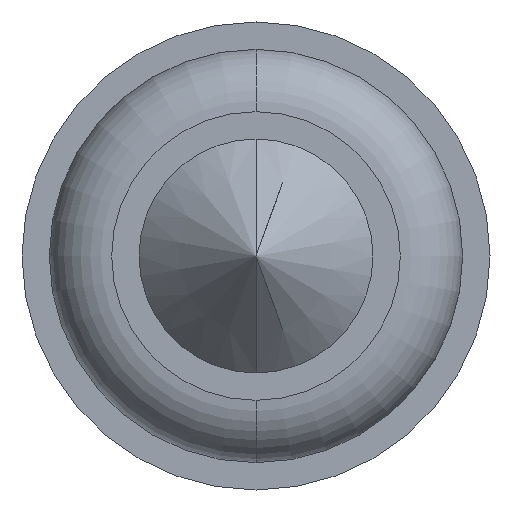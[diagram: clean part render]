
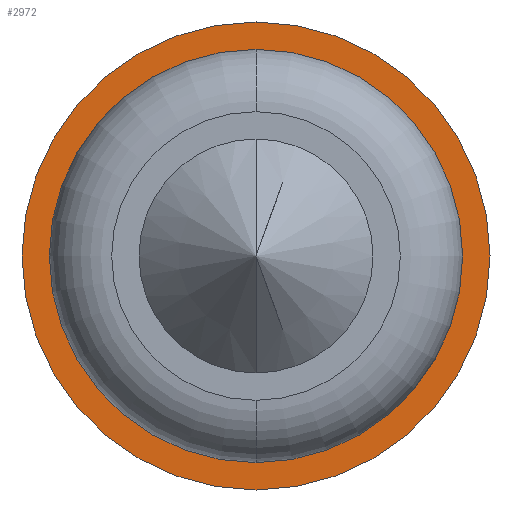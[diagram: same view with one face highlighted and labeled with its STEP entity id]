
A CAD part, front view. The second image highlights one B-rep face of the part: STEP entity #2972.
In plain terms, the highlighted planar face has unit normal (0, -1, 0).
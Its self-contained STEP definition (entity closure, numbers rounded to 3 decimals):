
#224 = EDGE_CURVE ( 'Defeature ausgef�hrt1_3+Defeature ausgef�hrt1_2+Defeature ausgef�hrt1_2+Defeature ausgef�hrt1_2', #1913, #3734, #3507, .T. ) ;
#404 = CIRCLE ( 'NONE', #1583, 1.325 ) ;
#440 = DIRECTION ( 'NONE',  ( 0., 1., 0. ) ) ;
#456 = DIRECTION ( 'NONE',  ( 0., 0., 1. ) ) ;
#498 = CIRCLE ( 'NONE', #4203, 1.5 ) ;
#930 = CARTESIAN_POINT ( 'NONE',  ( -1.5, -2., 0. ) ) ;
#1044 = AXIS2_PLACEMENT_3D ( 'NONE', #3936, #2244, #1903 ) ;
#1045 = CARTESIAN_POINT ( 'NONE',  ( 0., -2., 0. ) ) ;
#1144 = AXIS2_PLACEMENT_3D ( 'NONE', #2514, #440, #456 ) ;
#1288 = AXIS2_PLACEMENT_3D ( 'NONE', #930, #1623, #1971 ) ;
#1355 = CARTESIAN_POINT ( 'NONE',  ( 0., -2., 1.5 ) ) ;
#1369 = FACE_OUTER_BOUND ( 'NONE', #1814, .T. ) ;
#1462 = EDGE_CURVE ( 'Defeature ausgef�hrt1_3+Defeature ausgef�hrt1_2+Defeature ausgef�hrt1_2+Defeature ausgef�hrt1_2', #3734, #1913, #404, .T. ) ;
#1484 = ORIENTED_EDGE ( 'NONE', *, *, #224, .T. ) ;
#1514 = ORIENTED_EDGE ( 'NONE', *, *, #1905, .F. ) ;
#1583 = AXIS2_PLACEMENT_3D ( 'NONE', #1045, #3428, #1743 ) ;
#1623 = DIRECTION ( 'NONE',  ( 0., -1., 0. ) ) ;
#1743 = DIRECTION ( 'NONE',  ( 0., 0., 1. ) ) ;
#1754 = FACE_BOUND ( 'NONE', #3089, .T. ) ;
#1814 = EDGE_LOOP ( 'NONE', ( #1514, #3650 ) ) ;
#1903 = DIRECTION ( 'NONE',  ( 0., 0., 1. ) ) ;
#1905 = EDGE_CURVE ( 'Defeature ausgef�hrt1_4+Defeature ausgef�hrt1_3+Defeature ausgef�hrt1_3+Defeature ausgef�hrt1_3', #1948, #1923, #498, .T. ) ;
#1913 = VERTEX_POINT ( 'NONE', #3665 ) ;
#1923 = VERTEX_POINT ( 'NONE', #4056 ) ;
#1948 = VERTEX_POINT ( 'NONE', #1355 ) ;
#1971 = DIRECTION ( 'NONE',  ( 0., 0., -1. ) ) ;
#2208 = CIRCLE ( 'NONE', #1144, 1.5 ) ;
#2210 = CARTESIAN_POINT ( 'NONE',  ( 0., -2., 1.325 ) ) ;
#2244 = DIRECTION ( 'NONE',  ( 0., 1., 0. ) ) ;
#2434 = EDGE_CURVE ( 'Defeature ausgef�hrt1_4+Defeature ausgef�hrt1_3+Defeature ausgef�hrt1_3+Defeature ausgef�hrt1_3', #1923, #1948, #2208, .T. ) ;
#2514 = CARTESIAN_POINT ( 'NONE',  ( 0., -2., 0. ) ) ;
#2635 = PLANE ( 'NONE',  #1288 ) ;
#2716 = DIRECTION ( 'NONE',  ( 0., 0., 1. ) ) ;
#2883 = ORIENTED_EDGE ( 'NONE', *, *, #1462, .T. ) ;
#2972 = ADVANCED_FACE ( 'Defeature ausgef�hrt1_3', ( #1754, #1369 ), #2635, .T. ) ;
#3001 = CARTESIAN_POINT ( 'NONE',  ( 0., -2., 0. ) ) ;
#3089 = EDGE_LOOP ( 'NONE', ( #2883, #1484 ) ) ;
#3365 = DIRECTION ( 'NONE',  ( 0., 1., 0. ) ) ;
#3428 = DIRECTION ( 'NONE',  ( 0., 1., 0. ) ) ;
#3507 = CIRCLE ( 'NONE', #1044, 1.325 ) ;
#3650 = ORIENTED_EDGE ( 'NONE', *, *, #2434, .F. ) ;
#3665 = CARTESIAN_POINT ( 'NONE',  ( 0., -2., -1.325 ) ) ;
#3734 = VERTEX_POINT ( 'NONE', #2210 ) ;
#3936 = CARTESIAN_POINT ( 'NONE',  ( 0., -2., 0. ) ) ;
#4056 = CARTESIAN_POINT ( 'NONE',  ( 0., -2., -1.5 ) ) ;
#4203 = AXIS2_PLACEMENT_3D ( 'NONE', #3001, #3365, #2716 ) ;
